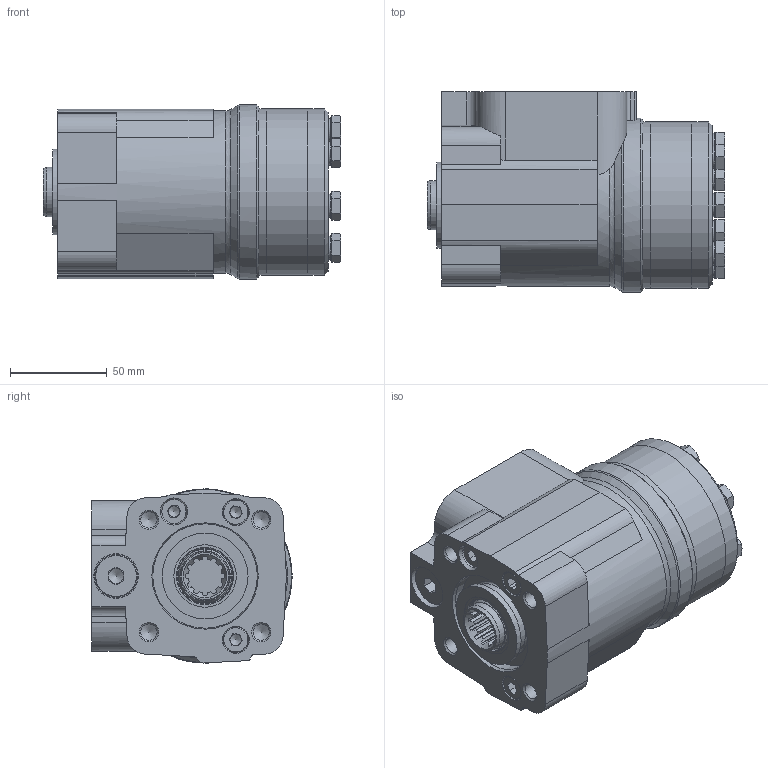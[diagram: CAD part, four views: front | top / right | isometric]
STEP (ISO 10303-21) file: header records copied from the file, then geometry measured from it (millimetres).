
FILE_DESCRIPTION(/* description */ ('STEP AP214'),/* implementation_level */ '2;1');
FILE_NAME(/* name */ 'HKUS160_4-150-P',/* time_stamp */ '2024-03-25T10:38:24+01:00',/* author */ ('License CC BY-ND 4.0'),/* organization */ ('CADENAS'),/* preprocessor_version */ 'ST-DEVELOPER v19.3',/* originating_system */ 'PARTsolutions',/* authorisation */ ' ');
FILE_SCHEMA (('AUTOMOTIVE_DESIGN {1 0 10303 214 3 1 1}'));
Length unit declared in the file: millimetre
Products named in the file (4): HKUS160/4-150-P; HKUS 4b; Displacement hkus_348 160; HKUS 348 ec
Assembly tree (3 placements, depth 2):
  HKUS160/4-150-P
    HKUS 4b
    Displacement hkus_348 160
    HKUS 348 ec
Bounding box: 153.93 x 103.5 x 90 mm (x, y, z)
Volume: 958389.3 mm3; surface area: 98960.1 mm2
Topology: 3 solids, 3 shells, 430 faces, 1026 edges, 636 vertices
Faces by surface type: plane 207, cylinder 137, cone 80, torus 6
Full cylindrical faces by diameter (mm): 5.8 x1, 6 x2, 8 x1, 8.376 x4, 8.917 x2, 12 x7, 12.5 x1, 13 x11, 18.631 x4, 22 x2, 23 x1, 25.4 x1, 29.6 x1, 32.27 x1, 40 x1, 44.4 x1, 54 x1, 86 x3, 90 x1
Entity records: 12066 total; most frequent: CARTESIAN_POINT 2486, DIRECTION 1980, ORIENTED_EDGE 1842, EDGE_CURVE 921, AXIS2_PLACEMENT_3D 784, VERTEX_POINT 631, FACE_BOUND 564, EDGE_LOOP 551
